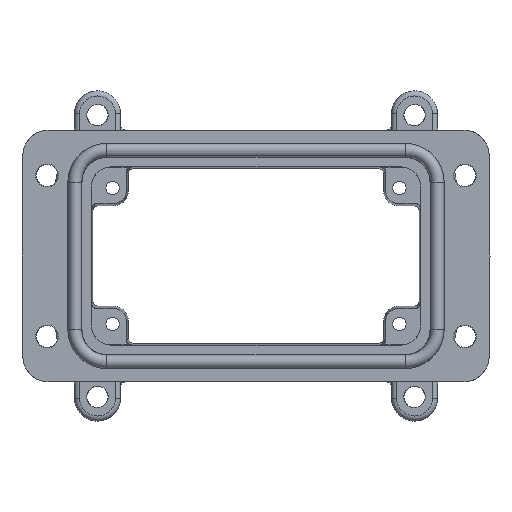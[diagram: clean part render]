
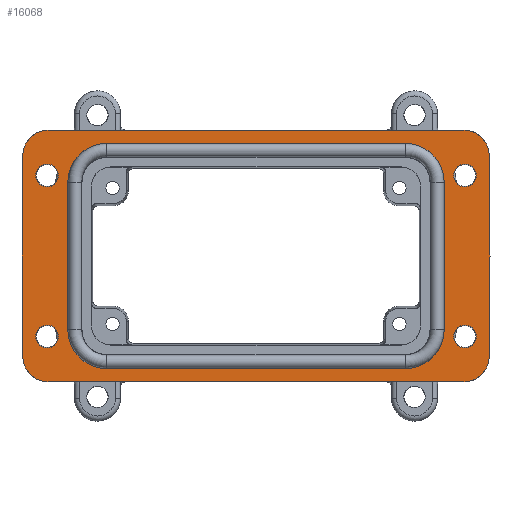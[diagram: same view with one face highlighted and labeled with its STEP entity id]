
A CAD part, front view. The second image highlights one B-rep face of the part: STEP entity #16068.
In plain terms, the highlighted planar face has unit normal (0, -1, 0).
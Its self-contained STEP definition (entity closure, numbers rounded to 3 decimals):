
#3798=DIRECTION('',(1.,0.,0.));
#3799=VECTOR('',#3798,82.651);
#3800=CARTESIAN_POINT('',(-41.325,-16.8,-25.));
#3801=LINE('',#3800,#3799);
#3802=CARTESIAN_POINT('',(-41.325,-16.8,-20.));
#3803=DIRECTION('',(0.,1.,0.));
#3804=DIRECTION('',(0.,0.,-1.));
#3805=AXIS2_PLACEMENT_3D('',#3802,#3803,#3804);
#3807=DIRECTION('',(-0.009,0.,1.));
#3808=VECTOR('',#3807,20.044);
#3809=CARTESIAN_POINT('',(-46.325,-16.8,-20.044));
#3810=LINE('',#3809,#3808);
#3811=DIRECTION('',(0.009,0.,1.));
#3812=VECTOR('',#3811,20.044);
#3813=CARTESIAN_POINT('',(-46.5,-16.8,0.));
#3814=LINE('',#3813,#3812);
#3815=CARTESIAN_POINT('',(-41.325,-16.8,20.));
#3816=DIRECTION('',(0.,1.,0.));
#3817=DIRECTION('',(-1.,0.,0.009));
#3818=AXIS2_PLACEMENT_3D('',#3815,#3816,#3817);
#3820=DIRECTION('',(1.,0.,0.));
#3821=VECTOR('',#3820,82.651);
#3822=CARTESIAN_POINT('',(-41.325,-16.8,25.));
#3823=LINE('',#3822,#3821);
#3824=CARTESIAN_POINT('',(41.325,-16.8,20.));
#3825=DIRECTION('',(0.,1.,0.));
#3826=DIRECTION('',(0.,0.,1.));
#3827=AXIS2_PLACEMENT_3D('',#3824,#3825,#3826);
#3829=DIRECTION('',(0.009,0.,-1.));
#3830=VECTOR('',#3829,20.044);
#3831=CARTESIAN_POINT('',(46.325,-16.8,20.044));
#3832=LINE('',#3831,#3830);
#3833=DIRECTION('',(-0.009,0.,-1.));
#3834=VECTOR('',#3833,20.044);
#3835=CARTESIAN_POINT('',(46.5,-16.8,0.));
#3836=LINE('',#3835,#3834);
#3837=CARTESIAN_POINT('',(41.325,-16.8,-20.));
#3838=DIRECTION('',(0.,1.,0.));
#3839=DIRECTION('',(1.,0.,-0.009));
#3840=AXIS2_PLACEMENT_3D('',#3837,#3838,#3839);
#3842=CARTESIAN_POINT('',(41.5,-16.8,-16.));
#3843=DIRECTION('',(0.,-1.,0.));
#3844=DIRECTION('',(0.,0.,-1.));
#3845=AXIS2_PLACEMENT_3D('',#3842,#3843,#3844);
#3847=CARTESIAN_POINT('',(41.5,-16.8,-16.));
#3848=DIRECTION('',(0.,-1.,0.));
#3849=DIRECTION('',(0.,0.,1.));
#3850=AXIS2_PLACEMENT_3D('',#3847,#3848,#3849);
#3852=CARTESIAN_POINT('',(41.5,-16.8,16.));
#3853=DIRECTION('',(0.,-1.,0.));
#3854=DIRECTION('',(0.,0.,-1.));
#3855=AXIS2_PLACEMENT_3D('',#3852,#3853,#3854);
#3857=CARTESIAN_POINT('',(41.5,-16.8,16.));
#3858=DIRECTION('',(0.,-1.,0.));
#3859=DIRECTION('',(0.,0.,1.));
#3860=AXIS2_PLACEMENT_3D('',#3857,#3858,#3859);
#3862=CARTESIAN_POINT('',(-41.5,-16.8,16.));
#3863=DIRECTION('',(0.,-1.,0.));
#3864=DIRECTION('',(0.,0.,-1.));
#3865=AXIS2_PLACEMENT_3D('',#3862,#3863,#3864);
#3867=CARTESIAN_POINT('',(-41.5,-16.8,16.));
#3868=DIRECTION('',(0.,-1.,0.));
#3869=DIRECTION('',(0.,0.,1.));
#3870=AXIS2_PLACEMENT_3D('',#3867,#3868,#3869);
#3872=CARTESIAN_POINT('',(-41.5,-16.8,-16.));
#3873=DIRECTION('',(0.,-1.,0.));
#3874=DIRECTION('',(0.,0.,-1.));
#3875=AXIS2_PLACEMENT_3D('',#3872,#3873,#3874);
#3877=CARTESIAN_POINT('',(-41.5,-16.8,-16.));
#3878=DIRECTION('',(0.,-1.,0.));
#3879=DIRECTION('',(0.,0.,1.));
#3880=AXIS2_PLACEMENT_3D('',#3877,#3878,#3879);
#3882=CARTESIAN_POINT('',(29.625,-16.8,-14.625));
#3883=DIRECTION('',(0.,-1.,0.));
#3884=DIRECTION('',(0.,0.,-1.));
#3885=AXIS2_PLACEMENT_3D('',#3882,#3883,#3884);
#3887=DIRECTION('',(0.,0.,1.));
#3888=VECTOR('',#3887,29.25);
#3889=CARTESIAN_POINT('',(37.406,-16.8,-14.625));
#3890=LINE('',#3889,#3888);
#3891=CARTESIAN_POINT('',(29.625,-16.8,14.625));
#3892=DIRECTION('',(0.,-1.,0.));
#3893=DIRECTION('',(1.,0.,0.));
#3894=AXIS2_PLACEMENT_3D('',#3891,#3892,#3893);
#3896=DIRECTION('',(-1.,0.,0.));
#3897=VECTOR('',#3896,59.25);
#3898=CARTESIAN_POINT('',(29.625,-16.8,22.406));
#3899=LINE('',#3898,#3897);
#3900=CARTESIAN_POINT('',(-29.625,-16.8,14.625));
#3901=DIRECTION('',(0.,-1.,0.));
#3902=DIRECTION('',(0.,0.,1.));
#3903=AXIS2_PLACEMENT_3D('',#3900,#3901,#3902);
#3905=DIRECTION('',(0.,0.,-1.));
#3906=VECTOR('',#3905,29.25);
#3907=CARTESIAN_POINT('',(-37.406,-16.8,14.625));
#3908=LINE('',#3907,#3906);
#3909=CARTESIAN_POINT('',(-29.625,-16.8,-14.625));
#3910=DIRECTION('',(0.,-1.,0.));
#3911=DIRECTION('',(-1.,0.,0.));
#3912=AXIS2_PLACEMENT_3D('',#3909,#3910,#3911);
#3914=DIRECTION('',(1.,0.,0.));
#3915=VECTOR('',#3914,59.25);
#3916=CARTESIAN_POINT('',(-29.625,-16.8,-22.406));
#3917=LINE('',#3916,#3915);
#8188=CARTESIAN_POINT('',(-46.5,-16.8,0.));
#8189=VERTEX_POINT('',#8188);
#8190=CARTESIAN_POINT('',(-46.325,-16.8,-20.044));
#8191=VERTEX_POINT('',#8190);
#8192=CARTESIAN_POINT('',(-46.325,-16.8,20.044));
#8193=VERTEX_POINT('',#8192);
#8196=CARTESIAN_POINT('',(-41.325,-16.8,25.));
#8197=VERTEX_POINT('',#8196);
#8306=CARTESIAN_POINT('',(-41.325,-16.8,-25.));
#8307=VERTEX_POINT('',#8306);
#8310=CARTESIAN_POINT('',(41.325,-16.8,-25.));
#8311=VERTEX_POINT('',#8310);
#8312=CARTESIAN_POINT('',(41.325,-16.8,25.));
#8313=VERTEX_POINT('',#8312);
#8314=CARTESIAN_POINT('',(46.325,-16.8,20.044));
#8315=VERTEX_POINT('',#8314);
#8316=CARTESIAN_POINT('',(46.5,-16.8,0.));
#8317=VERTEX_POINT('',#8316);
#8318=CARTESIAN_POINT('',(46.325,-16.8,-20.044));
#8319=VERTEX_POINT('',#8318);
#8320=CARTESIAN_POINT('',(41.5,-16.8,-18.254));
#8321=CARTESIAN_POINT('',(41.5,-16.8,-13.746));
#8322=VERTEX_POINT('',#8320);
#8323=VERTEX_POINT('',#8321);
#8324=CARTESIAN_POINT('',(41.5,-16.8,13.746));
#8325=CARTESIAN_POINT('',(41.5,-16.8,18.254));
#8326=VERTEX_POINT('',#8324);
#8327=VERTEX_POINT('',#8325);
#8328=CARTESIAN_POINT('',(-41.5,-16.8,13.746));
#8329=CARTESIAN_POINT('',(-41.5,-16.8,18.254));
#8330=VERTEX_POINT('',#8328);
#8331=VERTEX_POINT('',#8329);
#8332=CARTESIAN_POINT('',(-41.5,-16.8,-18.254));
#8333=CARTESIAN_POINT('',(-41.5,-16.8,-13.746));
#8334=VERTEX_POINT('',#8332);
#8335=VERTEX_POINT('',#8333);
#8336=CARTESIAN_POINT('',(29.625,-16.8,-22.406));
#8337=CARTESIAN_POINT('',(37.406,-16.8,-14.625));
#8338=VERTEX_POINT('',#8336);
#8339=VERTEX_POINT('',#8337);
#8340=CARTESIAN_POINT('',(37.406,-16.8,14.625));
#8341=VERTEX_POINT('',#8340);
#8342=CARTESIAN_POINT('',(29.625,-16.8,22.406));
#8343=VERTEX_POINT('',#8342);
#8344=CARTESIAN_POINT('',(-29.625,-16.8,22.406));
#8345=VERTEX_POINT('',#8344);
#8346=CARTESIAN_POINT('',(-37.406,-16.8,14.625));
#8347=VERTEX_POINT('',#8346);
#8348=CARTESIAN_POINT('',(-37.406,-16.8,-14.625));
#8349=VERTEX_POINT('',#8348);
#8350=CARTESIAN_POINT('',(-29.625,-16.8,-22.406));
#8351=VERTEX_POINT('',#8350);
#16004=CARTESIAN_POINT('',(0.,-16.8,0.));
#16005=DIRECTION('',(0.,1.,0.));
#16006=DIRECTION('',(1.,0.,0.));
#16007=AXIS2_PLACEMENT_3D('',#16004,#16005,#16006);
#16008=PLANE('',#16007);
#16009=ORIENTED_EDGE('',*,*,#15955,.T.);
#16010=ORIENTED_EDGE('',*,*,#14372,.T.);
#16011=ORIENTED_EDGE('',*,*,#14390,.T.);
#16012=ORIENTED_EDGE('',*,*,#14457,.T.);
#16014=ORIENTED_EDGE('',*,*,#16013,.T.);
#16016=ORIENTED_EDGE('',*,*,#16015,.T.);
#16018=ORIENTED_EDGE('',*,*,#16017,.T.);
#16020=ORIENTED_EDGE('',*,*,#16019,.T.);
#16022=ORIENTED_EDGE('',*,*,#16021,.T.);
#16023=ORIENTED_EDGE('',*,*,#15997,.F.);
#16024=EDGE_LOOP('',(#16009,#16010,#16011,#16012,#16014,#16016,#16018,#16020,
#16022,#16023));
#16025=FACE_OUTER_BOUND('',#16024,.F.);
#16027=ORIENTED_EDGE('',*,*,#16026,.T.);
#16029=ORIENTED_EDGE('',*,*,#16028,.T.);
#16030=EDGE_LOOP('',(#16027,#16029));
#16031=FACE_BOUND('',#16030,.F.);
#16033=ORIENTED_EDGE('',*,*,#16032,.T.);
#16035=ORIENTED_EDGE('',*,*,#16034,.T.);
#16036=EDGE_LOOP('',(#16033,#16035));
#16037=FACE_BOUND('',#16036,.F.);
#16039=ORIENTED_EDGE('',*,*,#16038,.T.);
#16041=ORIENTED_EDGE('',*,*,#16040,.T.);
#16042=EDGE_LOOP('',(#16039,#16041));
#16043=FACE_BOUND('',#16042,.F.);
#16045=ORIENTED_EDGE('',*,*,#16044,.T.);
#16047=ORIENTED_EDGE('',*,*,#16046,.T.);
#16048=EDGE_LOOP('',(#16045,#16047));
#16049=FACE_BOUND('',#16048,.F.);
#16051=ORIENTED_EDGE('',*,*,#16050,.T.);
#16053=ORIENTED_EDGE('',*,*,#16052,.T.);
#16055=ORIENTED_EDGE('',*,*,#16054,.T.);
#16057=ORIENTED_EDGE('',*,*,#16056,.T.);
#16059=ORIENTED_EDGE('',*,*,#16058,.T.);
#16061=ORIENTED_EDGE('',*,*,#16060,.T.);
#16063=ORIENTED_EDGE('',*,*,#16062,.T.);
#16065=ORIENTED_EDGE('',*,*,#16064,.T.);
#16066=EDGE_LOOP('',(#16051,#16053,#16055,#16057,#16059,#16061,#16063,#16065));
#16067=FACE_BOUND('',#16066,.F.);
#16068=ADVANCED_FACE('',(#16025,#16031,#16037,#16043,#16049,#16067),#16008,.F.);
#3806=CIRCLE('',#3805,5.);
#3819=CIRCLE('',#3818,5.);
#3828=CIRCLE('',#3827,5.);
#3841=CIRCLE('',#3840,5.);
#3846=CIRCLE('',#3845,2.254);
#3851=CIRCLE('',#3850,2.254);
#3856=CIRCLE('',#3855,2.254);
#3861=CIRCLE('',#3860,2.254);
#3866=CIRCLE('',#3865,2.254);
#3871=CIRCLE('',#3870,2.254);
#3876=CIRCLE('',#3875,2.254);
#3881=CIRCLE('',#3880,2.254);
#3886=CIRCLE('',#3885,7.781);
#3895=CIRCLE('',#3894,7.781);
#3904=CIRCLE('',#3903,7.781);
#3913=CIRCLE('',#3912,7.781);
#14372=EDGE_CURVE('',#8191,#8189,#3810,.T.);
#14390=EDGE_CURVE('',#8189,#8193,#3814,.T.);
#14457=EDGE_CURVE('',#8193,#8197,#3819,.T.);
#15955=EDGE_CURVE('',#8307,#8191,#3806,.T.);
#15997=EDGE_CURVE('',#8307,#8311,#3801,.T.);
#16013=EDGE_CURVE('',#8197,#8313,#3823,.T.);
#16015=EDGE_CURVE('',#8313,#8315,#3828,.T.);
#16017=EDGE_CURVE('',#8315,#8317,#3832,.T.);
#16019=EDGE_CURVE('',#8317,#8319,#3836,.T.);
#16021=EDGE_CURVE('',#8319,#8311,#3841,.T.);
#16026=EDGE_CURVE('',#8322,#8323,#3846,.T.);
#16028=EDGE_CURVE('',#8323,#8322,#3851,.T.);
#16032=EDGE_CURVE('',#8326,#8327,#3856,.T.);
#16034=EDGE_CURVE('',#8327,#8326,#3861,.T.);
#16038=EDGE_CURVE('',#8330,#8331,#3866,.T.);
#16040=EDGE_CURVE('',#8331,#8330,#3871,.T.);
#16044=EDGE_CURVE('',#8334,#8335,#3876,.T.);
#16046=EDGE_CURVE('',#8335,#8334,#3881,.T.);
#16050=EDGE_CURVE('',#8338,#8339,#3886,.T.);
#16052=EDGE_CURVE('',#8339,#8341,#3890,.T.);
#16054=EDGE_CURVE('',#8341,#8343,#3895,.T.);
#16056=EDGE_CURVE('',#8343,#8345,#3899,.T.);
#16058=EDGE_CURVE('',#8345,#8347,#3904,.T.);
#16060=EDGE_CURVE('',#8347,#8349,#3908,.T.);
#16062=EDGE_CURVE('',#8349,#8351,#3913,.T.);
#16064=EDGE_CURVE('',#8351,#8338,#3917,.T.);
